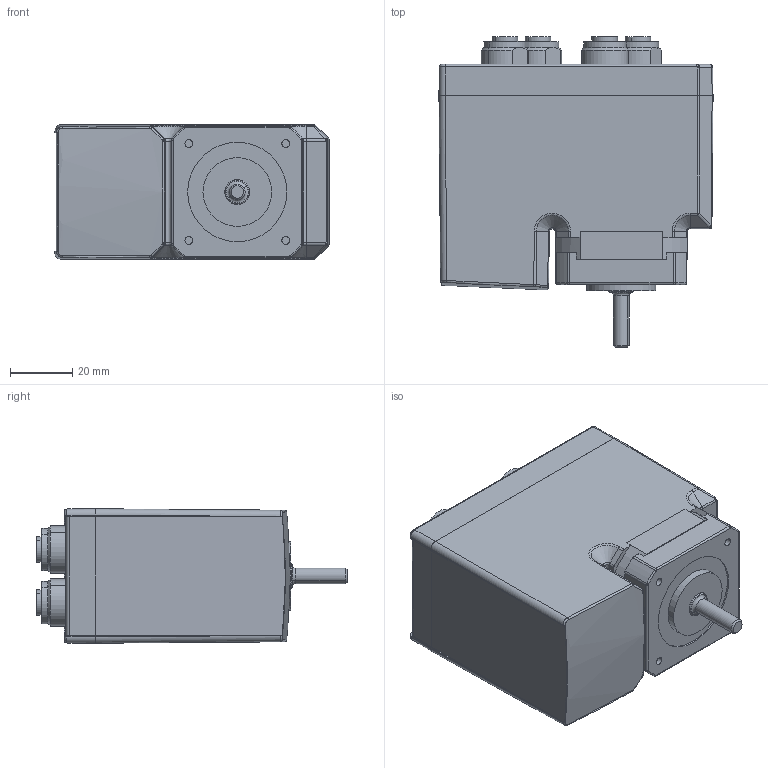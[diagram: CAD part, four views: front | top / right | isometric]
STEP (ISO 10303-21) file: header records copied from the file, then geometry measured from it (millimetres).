
FILE_DESCRIPTION (( 'STEP AP203' ), '1' );
FILE_NAME ('MIS171 M12 on end Ø5 shaft_Solid.STEP', '2017-08-19T00:21:51', ( '' ), ( '' ), 'SwSTEP 2.0', 'SolidWorks 2017', '' );
FILE_SCHEMA (( 'CONFIG_CONTROL_DESIGN' ));
Length unit declared in the file: millimetre
Products named in the file (1): MIS171 M12 on end Ø5 shaft_Solid
Bounding box: 87.76 x 99.3 x 43.06 mm (x, y, z)
Volume: 255837.2 mm3; surface area: 29919.4 mm2
Topology: 1 solids, 1 shells, 283 faces, 659 edges, 392 vertices
Faces by surface type: cylinder 111, plane 85, bspline 44, cone 24, torus 15, sphere 4
Entity records: 9464 total; most frequent: CARTESIAN_POINT 3338, ORIENTED_EDGE 1306, DIRECTION 1217, EDGE_CURVE 653, AXIS2_PLACEMENT_3D 480, VERTEX_POINT 392, EDGE_LOOP 303, ADVANCED_FACE 283
